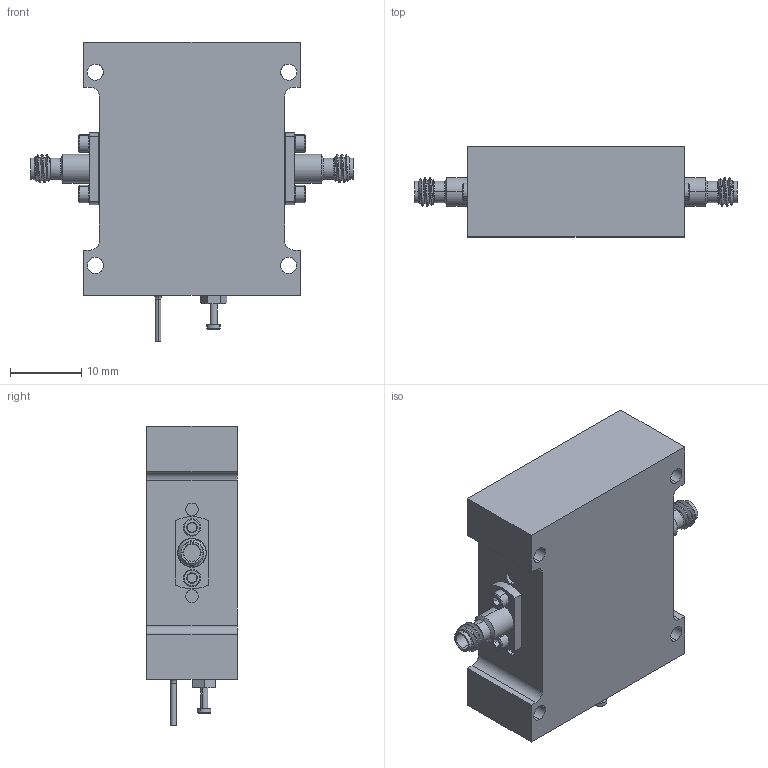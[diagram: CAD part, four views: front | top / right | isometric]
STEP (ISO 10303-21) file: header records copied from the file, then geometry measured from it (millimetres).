
FILE_DESCRIPTION (( 'STEP AP214' ), '1' );
FILE_NAME ('BU-SC-2, DF.STEP', '2026-01-14T18:39:04', ( '' ), ( '' ), 'SwSTEP 2.0', 'SolidWorks 2021', '' );
FILE_SCHEMA (( 'AUTOMOTIVE_DESIGN' ));
Length unit declared in the file: inch
Products named in the file (1): BU-SC-2, DF
Bounding box: 45.36 x 12.7 x 42.09 mm (x, y, z)
Volume: 12571.1 mm3; surface area: 5021.1 mm2
Topology: 7 solids, 9 shells, 434 faces, 1028 edges, 648 vertices
Faces by surface type: plane 184, cylinder 142, cone 102, bspline 4, torus 2
Entity records: 14448 total; most frequent: CARTESIAN_POINT 4393, DIRECTION 2094, ORIENTED_EDGE 2056, EDGE_CURVE 1028, AXIS2_PLACEMENT_3D 821, VERTEX_POINT 648, EDGE_LOOP 490, VECTOR 452
